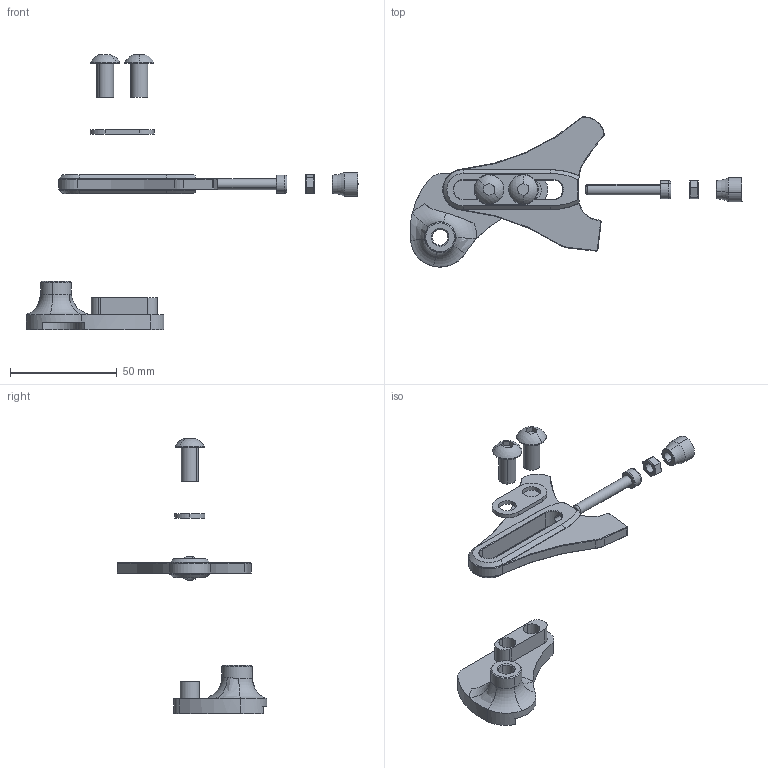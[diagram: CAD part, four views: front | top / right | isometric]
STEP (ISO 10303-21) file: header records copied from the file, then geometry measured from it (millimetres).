
FILE_DESCRIPTION (( 'STEP AP214' ), '1' );
FILE_NAME ('DR4055_Flat.STEP', '2018-09-12T15:56:44', ( 'JeffCAD' ), ( 'Microsoft' ), 'SwSTEP 2.0', 'SolidWorks 2018', '' );
FILE_SCHEMA (( 'AUTOMOTIVE_DESIGN' ));
Length unit declared in the file: inch
Products named in the file (8): MS5001; MS2016; MS2013; MS2012; MS1013; DR4055; DS0004; DR4055_Flat
Assembly tree (8 placements, depth 2):
  DR4055_Flat
    DS0004
    DR4055
    MS1013
    MS2012  x2
    MS2013
    MS2016
    MS5001
Bounding box: 155.86 x 70.39 x 129.11 mm (x, y, z)
Volume: 31126.6 mm3; surface area: 17683.8 mm2
Topology: 8 solids, 8 shells, 249 faces, 589 edges, 360 vertices
Faces by surface type: cylinder 87, plane 84, cone 58, torus 14, sphere 4, bspline 2
Entity records: 7287 total; most frequent: CARTESIAN_POINT 1393, DIRECTION 1253, ORIENTED_EDGE 1106, EDGE_CURVE 553, AXIS2_PLACEMENT_3D 492, VERTEX_POINT 336, LINE 269, VECTOR 269
